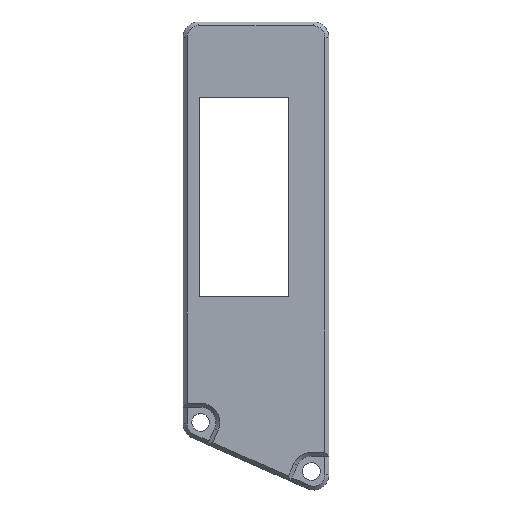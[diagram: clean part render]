
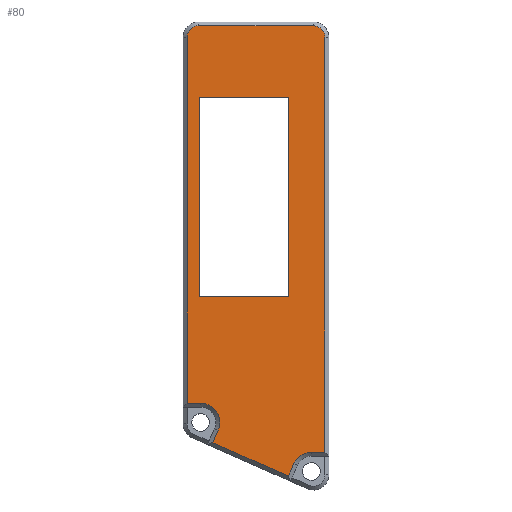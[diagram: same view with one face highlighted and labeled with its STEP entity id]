
A CAD part, top view. The second image highlights one B-rep face of the part: STEP entity #80.
In plain terms, the highlighted planar face has unit normal (0, 0, 1).
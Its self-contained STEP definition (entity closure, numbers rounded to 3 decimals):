
#21=FACE_BOUND('',#205,.T.);
#80=ADVANCED_FACE('',(#139,#21),#888,.T.);
#139=FACE_OUTER_BOUND('',#204,.T.);
#204=EDGE_LOOP('',(#462,#463,#464,#465,#466,#467,#468,#469,#470,#471,#472,
#473));
#205=EDGE_LOOP('',(#474,#475,#476,#477));
#462=ORIENTED_EDGE('',*,*,#585,.T.);
#463=ORIENTED_EDGE('',*,*,#596,.T.);
#464=ORIENTED_EDGE('',*,*,#580,.F.);
#465=ORIENTED_EDGE('',*,*,#566,.F.);
#466=ORIENTED_EDGE('',*,*,#564,.F.);
#467=ORIENTED_EDGE('',*,*,#595,.T.);
#468=ORIENTED_EDGE('',*,*,#572,.T.);
#469=ORIENTED_EDGE('',*,*,#577,.T.);
#470=ORIENTED_EDGE('',*,*,#573,.T.);
#471=ORIENTED_EDGE('',*,*,#592,.T.);
#472=ORIENTED_EDGE('',*,*,#590,.T.);
#473=ORIENTED_EDGE('',*,*,#586,.T.);
#474=ORIENTED_EDGE('',*,*,#489,.T.);
#475=ORIENTED_EDGE('',*,*,#492,.T.);
#476=ORIENTED_EDGE('',*,*,#495,.T.);
#477=ORIENTED_EDGE('',*,*,#497,.T.);
#489=EDGE_CURVE('',#760,#761,#662,.T.);
#492=EDGE_CURVE('',#761,#763,#665,.T.);
#495=EDGE_CURVE('',#763,#765,#668,.T.);
#497=EDGE_CURVE('',#765,#760,#670,.T.);
#564=EDGE_CURVE('',#806,#807,#710,.T.);
#566=EDGE_CURVE('',#807,#809,#641,.T.);
#572=EDGE_CURVE('',#812,#813,#716,.T.);
#573=EDGE_CURVE('',#817,#816,#717,.T.);
#577=EDGE_CURVE('',#813,#817,#643,.T.);
#580=EDGE_CURVE('',#809,#820,#722,.T.);
#585=EDGE_CURVE('',#823,#824,#646,.T.);
#586=EDGE_CURVE('',#826,#823,#726,.T.);
#590=EDGE_CURVE('',#828,#826,#648,.T.);
#592=EDGE_CURVE('',#816,#828,#730,.T.);
#595=EDGE_CURVE('',#806,#812,#733,.T.);
#596=EDGE_CURVE('',#824,#820,#734,.T.);
#641=(
BOUNDED_CURVE()
B_SPLINE_CURVE(2,(#1448,#1449,#1450,#1451,#1452),.UNSPECIFIED.,.F.,.F.)
B_SPLINE_CURVE_WITH_KNOTS((3,2,3),(0.,2.484,
4.969),.UNSPECIFIED.)
CURVE()
GEOMETRIC_REPRESENTATION_ITEM()
RATIONAL_B_SPLINE_CURVE((1.,0.879,1.,0.879,1.))
REPRESENTATION_ITEM('')
);
#643=(
BOUNDED_CURVE()
B_SPLINE_CURVE(2,(#1496,#1497,#1498),.UNSPECIFIED.,.F.,.F.)
B_SPLINE_CURVE_WITH_KNOTS((3,3),(0.,2.885),
 .UNSPECIFIED.)
CURVE()
GEOMETRIC_REPRESENTATION_ITEM()
RATIONAL_B_SPLINE_CURVE((1.,0.838,1.))
REPRESENTATION_ITEM('')
);
#646=(
BOUNDED_CURVE()
B_SPLINE_CURVE(2,(#1526,#1527,#1528),.UNSPECIFIED.,.F.,.F.)
B_SPLINE_CURVE_WITH_KNOTS((3,3),(0.,2.356),.UNSPECIFIED.)
CURVE()
GEOMETRIC_REPRESENTATION_ITEM()
RATIONAL_B_SPLINE_CURVE((1.,0.707,1.))
REPRESENTATION_ITEM('')
);
#648=(
BOUNDED_CURVE()
B_SPLINE_CURVE(2,(#1538,#1539,#1540),.UNSPECIFIED.,.F.,.F.)
B_SPLINE_CURVE_WITH_KNOTS((3,3),(0.,2.356),.UNSPECIFIED.)
CURVE()
GEOMETRIC_REPRESENTATION_ITEM()
RATIONAL_B_SPLINE_CURVE((1.,0.707,1.))
REPRESENTATION_ITEM('')
);
#662=B_SPLINE_CURVE_WITH_KNOTS('',1,(#1227,#1228),.UNSPECIFIED.,.F.,.F.,
(2,2),(38.55,50.65),.UNSPECIFIED.);
#665=B_SPLINE_CURVE_WITH_KNOTS('',1,(#1233,#1234),.UNSPECIFIED.,.F.,.F.,
(2,2),(50.65,77.1),.UNSPECIFIED.);
#668=B_SPLINE_CURVE_WITH_KNOTS('',1,(#1239,#1240),.UNSPECIFIED.,.F.,.F.,
(2,2),(0.,12.1),.UNSPECIFIED.);
#670=B_SPLINE_CURVE_WITH_KNOTS('',1,(#1243,#1244),.UNSPECIFIED.,.F.,.F.,
(2,2),(12.1,38.55),.UNSPECIFIED.);
#710=B_SPLINE_CURVE_WITH_KNOTS('',1,(#1444,#1445),.UNSPECIFIED.,.F.,.F.,
(2,2),(0.5,2.269),.UNSPECIFIED.);
#716=B_SPLINE_CURVE_WITH_KNOTS('',1,(#1476,#1477),.UNSPECIFIED.,.F.,.F.,
(2,2),(0.5,2.269),.UNSPECIFIED.);
#717=B_SPLINE_CURVE_WITH_KNOTS('',1,(#1478,#1479),.UNSPECIFIED.,.F.,.F.,
(2,2),(0.,1.769),.UNSPECIFIED.);
#722=B_SPLINE_CURVE_WITH_KNOTS('',1,(#1514,#1515),.UNSPECIFIED.,.F.,.F.,
(2,2),(0.,1.769),.UNSPECIFIED.);
#726=B_SPLINE_CURVE_WITH_KNOTS('',1,(#1529,#1530),.UNSPECIFIED.,.F.,.F.,
(2,2),(0.,14.97),.UNSPECIFIED.);
#730=B_SPLINE_CURVE_WITH_KNOTS('',1,(#1543,#1544),.UNSPECIFIED.,.F.,.F.,
(2,2),(0.5,54.541),.UNSPECIFIED.);
#733=B_SPLINE_CURVE_WITH_KNOTS('',1,(#1549,#1550),.UNSPECIFIED.,.F.,.F.,
(2,2),(0.5,11.283),.UNSPECIFIED.);
#734=B_SPLINE_CURVE_WITH_KNOTS('',1,(#1551,#1552),.UNSPECIFIED.,.F.,.F.,
(2,2),(0.,47.652),.UNSPECIFIED.);
#760=VERTEX_POINT('',#1135);
#761=VERTEX_POINT('',#1136);
#763=VERTEX_POINT('',#1138);
#765=VERTEX_POINT('',#1140);
#806=VERTEX_POINT('',#1181);
#807=VERTEX_POINT('',#1182);
#809=VERTEX_POINT('',#1184);
#812=VERTEX_POINT('',#1187);
#813=VERTEX_POINT('',#1188);
#816=VERTEX_POINT('',#1191);
#817=VERTEX_POINT('',#1192);
#820=VERTEX_POINT('',#1195);
#823=VERTEX_POINT('',#1198);
#824=VERTEX_POINT('',#1199);
#826=VERTEX_POINT('',#1201);
#828=VERTEX_POINT('',#1203);
#888=PLANE('',#960);
#960=AXIS2_PLACEMENT_3D('',#1124,#1015,$);
#1015=DIRECTION('',(0.,0.,1.));
#1124=CARTESIAN_POINT('',(24.949,39.974,12.63));
#1135=CARTESIAN_POINT('',(20.235,4.658,12.63));
#1136=CARTESIAN_POINT('',(8.635,4.658,12.63));
#1138=CARTESIAN_POINT('',(8.635,30.608,12.63));
#1140=CARTESIAN_POINT('',(20.235,30.608,12.63));
#1181=CARTESIAN_POINT('',(10.318,-14.308,12.63));
#1182=CARTESIAN_POINT('',(11.034,-12.69,12.63));
#1184=CARTESIAN_POINT('',(8.748,-9.178,12.63));
#1187=CARTESIAN_POINT('',(20.178,-18.673,12.63));
#1188=CARTESIAN_POINT('',(20.894,-17.055,12.63));
#1191=CARTESIAN_POINT('',(24.949,-15.567,12.63));
#1192=CARTESIAN_POINT('',(23.18,-15.567,12.63));
#1195=CARTESIAN_POINT('',(6.979,-9.178,12.63));
#1198=CARTESIAN_POINT('',(8.479,39.974,12.63));
#1199=CARTESIAN_POINT('',(6.979,38.474,12.63));
#1201=CARTESIAN_POINT('',(23.449,39.974,12.63));
#1203=CARTESIAN_POINT('',(24.949,38.474,12.63));
#1227=CARTESIAN_POINT('',(20.235,4.658,12.63));
#1228=CARTESIAN_POINT('',(8.635,4.658,12.63));
#1233=CARTESIAN_POINT('',(8.635,4.658,12.63));
#1234=CARTESIAN_POINT('',(8.635,30.608,12.63));
#1239=CARTESIAN_POINT('',(8.635,30.608,12.63));
#1240=CARTESIAN_POINT('',(20.235,30.608,12.63));
#1243=CARTESIAN_POINT('',(20.235,30.608,12.63));
#1244=CARTESIAN_POINT('',(20.235,4.658,12.63));
#1444=CARTESIAN_POINT('',(10.318,-14.308,12.63));
#1445=CARTESIAN_POINT('',(11.034,-12.69,12.63));
#1448=CARTESIAN_POINT('',(11.034,-12.69,12.63));
#1449=CARTESIAN_POINT('',(11.583,-11.45,12.63));
#1450=CARTESIAN_POINT('',(10.844,-10.314,12.63));
#1451=CARTESIAN_POINT('',(10.104,-9.178,12.63));
#1452=CARTESIAN_POINT('',(8.748,-9.178,12.63));
#1476=CARTESIAN_POINT('',(20.178,-18.673,12.63));
#1477=CARTESIAN_POINT('',(20.894,-17.055,12.63));
#1478=CARTESIAN_POINT('',(23.18,-15.567,12.63));
#1479=CARTESIAN_POINT('',(24.949,-15.567,12.63));
#1496=CARTESIAN_POINT('',(20.894,-17.055,12.63));
#1497=CARTESIAN_POINT('',(21.553,-15.567,12.63));
#1498=CARTESIAN_POINT('',(23.18,-15.567,12.63));
#1514=CARTESIAN_POINT('',(8.748,-9.178,12.63));
#1515=CARTESIAN_POINT('',(6.979,-9.178,12.63));
#1526=CARTESIAN_POINT('',(8.479,39.974,12.63));
#1527=CARTESIAN_POINT('',(6.979,39.974,12.63));
#1528=CARTESIAN_POINT('',(6.979,38.474,12.63));
#1529=CARTESIAN_POINT('',(23.449,39.974,12.63));
#1530=CARTESIAN_POINT('',(8.479,39.974,12.63));
#1538=CARTESIAN_POINT('',(24.949,38.474,12.63));
#1539=CARTESIAN_POINT('',(24.949,39.974,12.63));
#1540=CARTESIAN_POINT('',(23.449,39.974,12.63));
#1543=CARTESIAN_POINT('',(24.949,-15.567,12.63));
#1544=CARTESIAN_POINT('',(24.949,38.474,12.63));
#1549=CARTESIAN_POINT('',(10.318,-14.308,12.63));
#1550=CARTESIAN_POINT('',(20.178,-18.673,12.63));
#1551=CARTESIAN_POINT('',(6.979,38.474,12.63));
#1552=CARTESIAN_POINT('',(6.979,-9.178,12.63));
